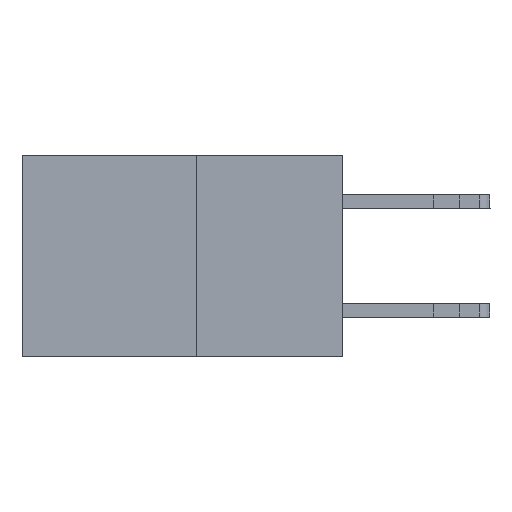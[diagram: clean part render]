
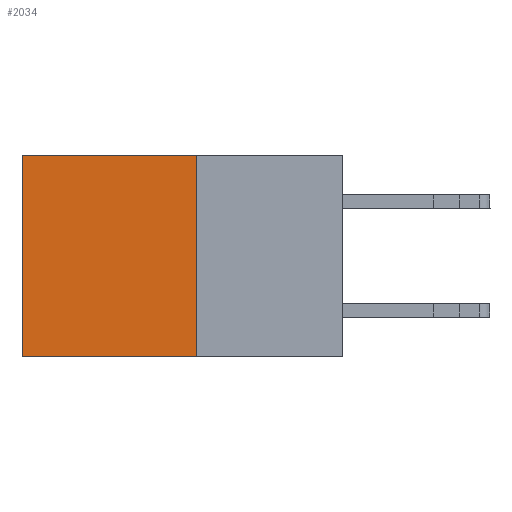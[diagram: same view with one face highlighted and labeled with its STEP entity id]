
A CAD part, left-side view. The second image highlights one B-rep face of the part: STEP entity #2034.
In plain terms, the highlighted planar face has unit normal (-1, 0, 0).
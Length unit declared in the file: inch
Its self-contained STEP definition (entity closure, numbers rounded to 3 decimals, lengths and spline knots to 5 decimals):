
#756 = CARTESIAN_POINT ( 'NONE',  ( 0.277, 0.27, -0.37 ) ) ;
#1624 = EDGE_CURVE ( 'NONE', #15448, #3951, #15064, .T. ) ;
#1828 = PLANE ( 'NONE',  #8148 ) ;
#2034 = ADVANCED_FACE ( 'NONE', ( #8346 ), #1828, .F. ) ;
#2117 = ORIENTED_EDGE ( 'NONE', *, *, #1624, .F. ) ;
#2797 = CARTESIAN_POINT ( 'NONE',  ( 0.277, 0.27, 0. ) ) ;
#2913 = DIRECTION ( 'NONE',  ( 0., 1., 0. ) ) ;
#3279 = VECTOR ( 'NONE', #12944, 39.37008 ) ;
#3384 = VECTOR ( 'NONE', #9505, 39.37008 ) ;
#3501 = EDGE_CURVE ( 'NONE', #15448, #7543, #11325, .T. ) ;
#3951 = VERTEX_POINT ( 'NONE', #9956 ) ;
#5926 = EDGE_LOOP ( 'NONE', ( #14293, #17664, #2117, #13798 ) ) ;
#6871 = DIRECTION ( 'NONE',  ( 0., 0., -1. ) ) ;
#7322 = CARTESIAN_POINT ( 'NONE',  ( 0.277, 0.59, -0.37 ) ) ;
#7543 = VERTEX_POINT ( 'NONE', #12276 ) ;
#7933 = CARTESIAN_POINT ( 'NONE',  ( 0.277, 0.59, -0.37 ) ) ;
#8148 = AXIS2_PLACEMENT_3D ( 'NONE', #756, #10932, #6871 ) ;
#8346 = FACE_OUTER_BOUND ( 'NONE', #5926, .T. ) ;
#8665 = VERTEX_POINT ( 'NONE', #7322 ) ;
#9505 = DIRECTION ( 'NONE',  ( 0., 0., -1. ) ) ;
#9886 = CARTESIAN_POINT ( 'NONE',  ( 0.277, 0.27, -0.37 ) ) ;
#9956 = CARTESIAN_POINT ( 'NONE',  ( 0.277, 0.27, -0.37 ) ) ;
#10186 = DIRECTION ( 'NONE',  ( 0., 0., -1. ) ) ;
#10932 = DIRECTION ( 'NONE',  ( 1., 0., 0. ) ) ;
#11132 = VECTOR ( 'NONE', #10186, 39.37008 ) ;
#11325 = LINE ( 'NONE', #12440, #3279 ) ;
#12276 = CARTESIAN_POINT ( 'NONE',  ( 0.277, 0.59, 0. ) ) ;
#12440 = CARTESIAN_POINT ( 'NONE',  ( 0.277, 0.27, 0. ) ) ;
#12944 = DIRECTION ( 'NONE',  ( 0., 1., 0. ) ) ;
#13669 = LINE ( 'NONE', #14921, #17110 ) ;
#13798 = ORIENTED_EDGE ( 'NONE', *, *, #3501, .T. ) ;
#14293 = ORIENTED_EDGE ( 'NONE', *, *, #15063, .T. ) ;
#14921 = CARTESIAN_POINT ( 'NONE',  ( 0.277, 0.27, -0.37 ) ) ;
#15063 = EDGE_CURVE ( 'NONE', #7543, #8665, #19131, .T. ) ;
#15064 = LINE ( 'NONE', #9886, #11132 ) ;
#15448 = VERTEX_POINT ( 'NONE', #2797 ) ;
#17110 = VECTOR ( 'NONE', #2913, 39.37008 ) ;
#17664 = ORIENTED_EDGE ( 'NONE', *, *, #18792, .F. ) ;
#18792 = EDGE_CURVE ( 'NONE', #3951, #8665, #13669, .T. ) ;
#19131 = LINE ( 'NONE', #7933, #3384 ) ;
